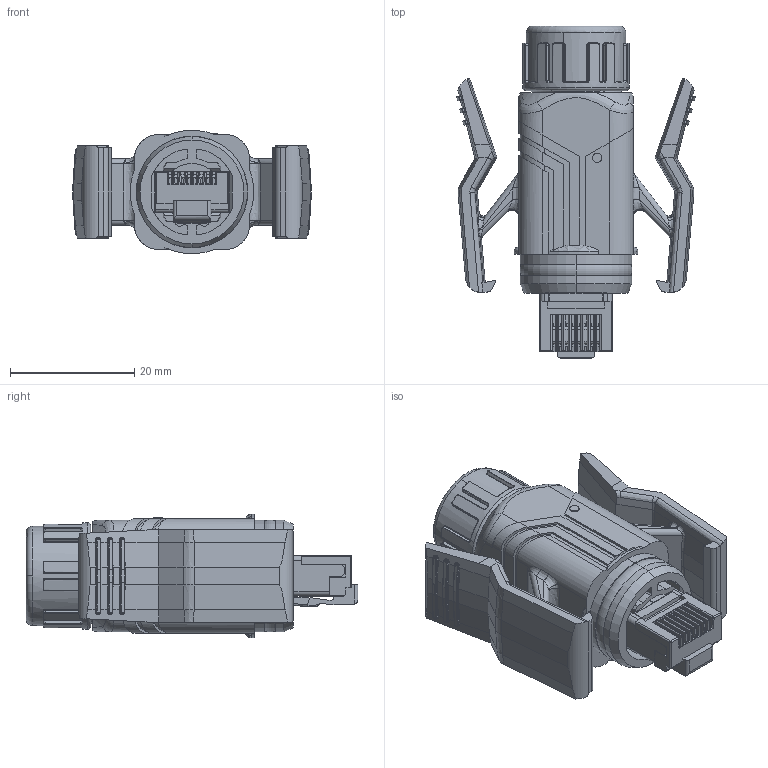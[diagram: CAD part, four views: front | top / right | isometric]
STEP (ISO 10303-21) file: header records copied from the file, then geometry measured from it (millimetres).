
FILE_DESCRIPTION(('Creo Elements/Direct Modeling STEP Export'),'2;1');
FILE_NAME('model.stp','2018-07-19T13:50:59',(''),(''),'Creo Elements/Direct Modeling STEP processor for AP214 (Solid Model)','Creo Elements/Direct Modeling 18.1I 14-Aug-2016 (C) Parametric Technology GmbH','');
FILE_SCHEMA(('AUTOMOTIVE_DESIGN { 1 0 10303 214 1 1 1 1 }'));
Products named in the file (2): CUC-V06_C1PBK-S_R4C.....; CUC-V06_C1PBK-S_R4C......1
Assembly tree (1 placements, depth 2):
  CUC-V06_C1PBK-S_R4C......1
    CUC-V06_C1PBK-S_R4C.....
Bounding box: 38.36 x 53.45 x 19.9 mm (x, y, z)
Volume: 14992.8 mm3; surface area: 8564.3 mm2
Topology: 1 solids, 1 shells, 1422 faces, 3649 edges, 2202 vertices
Faces by surface type: plane 544, bspline 443, cylinder 287, extrusion 96, cone 22, sphere 18, torus 12
Entity records: 97916 total; most frequent: CARTESIAN_POINT 57080, ORIENTED_EDGE 7250, DIRECTION 4216, EDGE_CURVE 3625, VERTEX_POINT 2202, VECTOR 1754, LINE 1658, B_SPLINE_CURVE_WITH_KNOTS 1546
